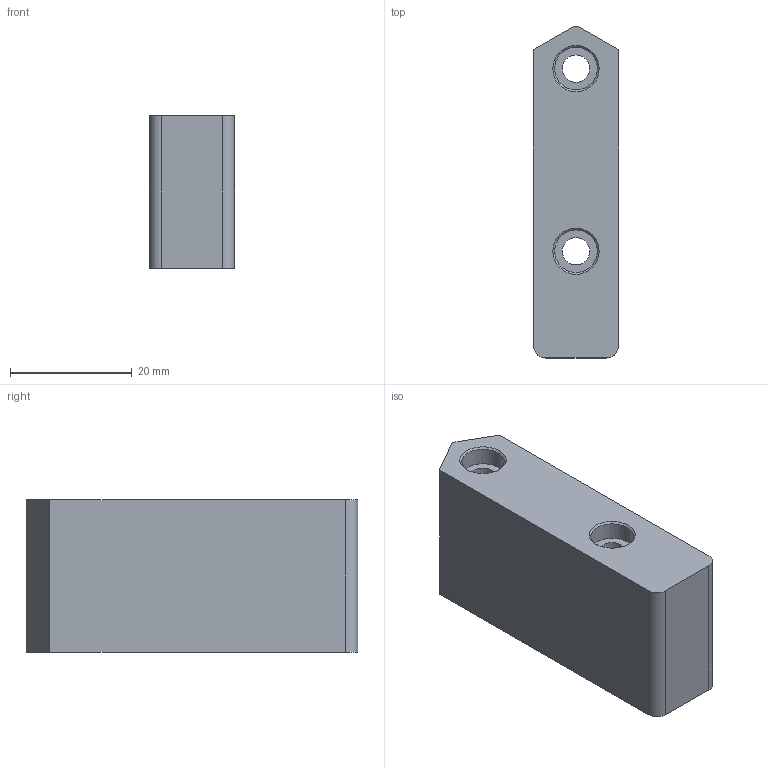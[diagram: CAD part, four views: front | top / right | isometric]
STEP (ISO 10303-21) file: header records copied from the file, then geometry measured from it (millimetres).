
FILE_DESCRIPTION(/* description */ ('Aufsatzbacken voll'),/* implementation_level */ '2;1');
FILE_NAME(/* name */ 'DBF140x58_00-16 Aufsatzbacken voll.stp',/* time_stamp */ '2023-07-03T21:13:04+02:00',/* author */ ('MKoch'),/* organization */ (''),/* preprocessor_version */ 'ST-DEVELOPER v15.2',/* originating_system */ 'Autodesk Inventor 2014',/* authorisation */ '');
FILE_SCHEMA (('CONFIG_CONTROL_DESIGN'));
Length unit declared in the file: millimetre
Products named in the file (1): DBF140x58_00-16 Aufsatzbacken voll
Bounding box: 14 x 54.5 x 25 mm (x, y, z)
Volume: 16058.2 mm3; surface area: 5835.2 mm2
Topology: 1 solids, 1 shells, 22 faces, 46 edges, 30 vertices
Faces by surface type: plane 12, cylinder 8, cone 2
Full cylindrical faces by diameter (mm): 4.5 x2, 7 x2, 8 x2
Entity records: 606 total; most frequent: DIRECTION 102, CARTESIAN_POINT 91, ORIENTED_EDGE 76, AXIS2_PLACEMENT_3D 41, EDGE_LOOP 38, EDGE_CURVE 38, VERTEX_POINT 30, STYLED_ITEM 23
